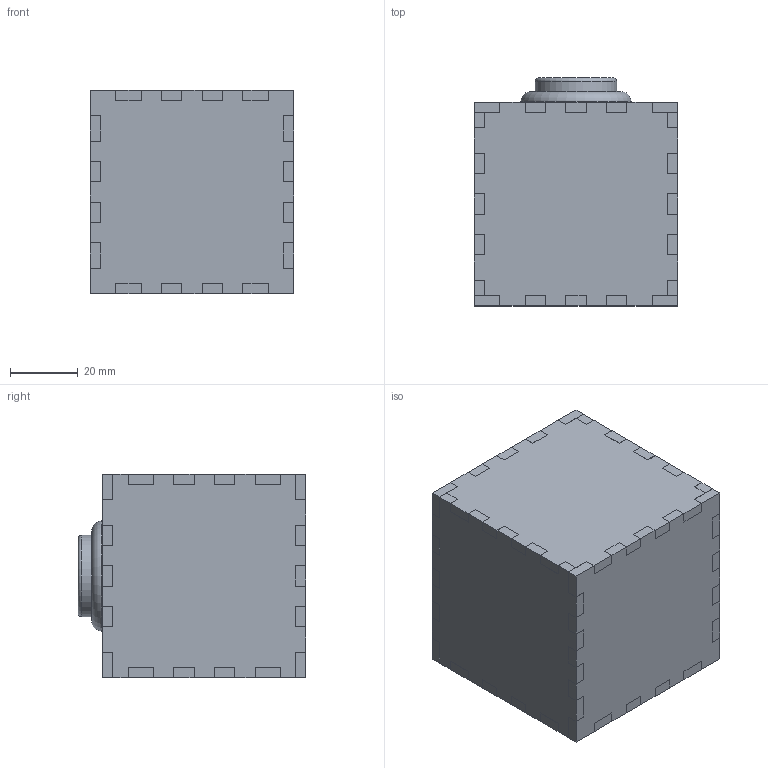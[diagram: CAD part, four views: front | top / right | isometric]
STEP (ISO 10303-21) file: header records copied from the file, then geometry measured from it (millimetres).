
FILE_DESCRIPTION(/* description */ (''),/* implementation_level */ '2;1');
FILE_NAME(/* name */ 'Enclosure2.stp',/* time_stamp */ '2017-01-23T00:46:59+01:00',/* author */ (''),/* organization */ (''),/* preprocessor_version */ 'ST-DEVELOPER v16.5',/* originating_system */ 'Autodesk Translation Framework v5.2.0.2920',/* authorisation */ '');
FILE_SCHEMA (('AUTOMOTIVE_DESIGN { 1 0 10303 214 3 1 1 }'));
Length unit declared in the file: millimetre
Products named in the file (7): Enclosure rev2 v18; SmallButton; Top; Front; Bottom; Side; Front (1)
Assembly tree (7 placements, depth 2):
  Enclosure rev2 v18
    SmallButton
    Top
    Front
    Bottom
    Side  x2
    Front (1)
Bounding box: 60.03 x 67.26 x 60.01 mm (x, y, z)
Volume: 70401.6 mm3; surface area: 47412.3 mm2
Topology: 7 solids, 7 shells, 457 faces, 1312 edges, 874 vertices
Faces by surface type: plane 449, cylinder 5, torus 2, bspline 1
Full cylindrical faces by diameter (mm): 24 x1, 28.9 x1, 32.5 x1
Entity records: 12589 total; most frequent: CARTESIAN_POINT 2289, ORIENTED_EDGE 2204, DIRECTION 1915, EDGE_CURVE 1102, LINE 1085, VECTOR 1085, VERTEX_POINT 737, AXIS2_PLACEMENT_3D 415
